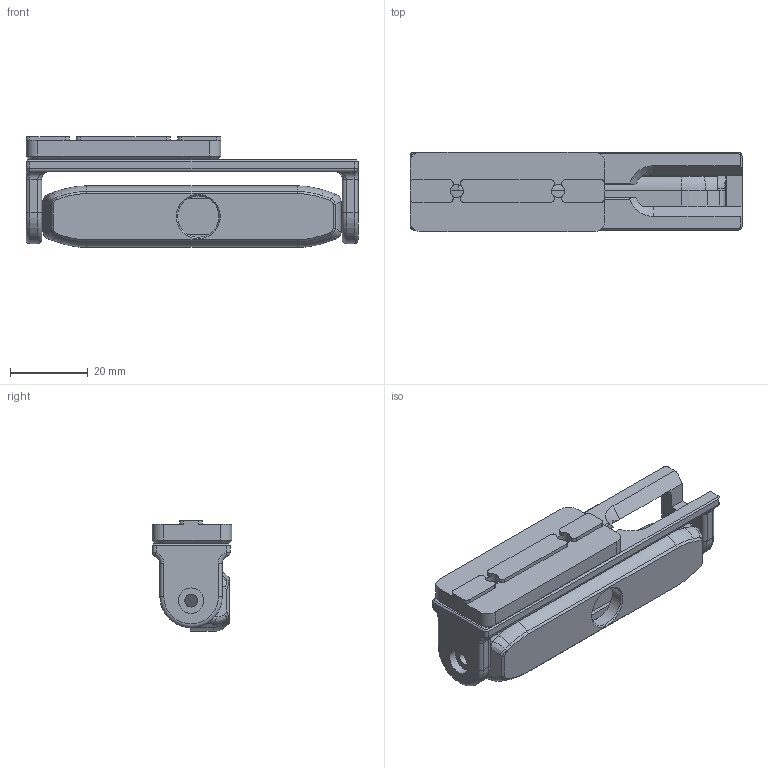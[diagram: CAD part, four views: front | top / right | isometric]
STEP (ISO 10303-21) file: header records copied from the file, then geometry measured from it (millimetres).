
FILE_DESCRIPTION(/* description */ (''),/* implementation_level */ '2;1');
FILE_NAME(/* name */ 'OV5648 Mount.step',/* time_stamp */ '2022-12-21T10:34:03-08:00',/* author */ (''),/* organization */ (''),/* preprocessor_version */ 'ST-DEVELOPER v19.2',/* originating_system */ 'Autodesk Translation Framework v11.17.0.187',/* authorisation */ '');
FILE_SCHEMA (('AUTOMOTIVE_DESIGN { 1 0 10303 214 3 1 1 }'));
Length unit declared in the file: millimetre
Products named in the file (2): OV5648 Mount; OV5648 Mount_1
Assembly tree (1 placements, depth 2):
  OV5648 Mount
    OV5648 Mount_1
Bounding box: 85.2 x 20.47 x 28.45 mm (x, y, z)
Volume: 22096.2 mm3; surface area: 16558.7 mm2
Topology: 4 solids, 4 shells, 278 faces, 737 edges, 463 vertices
Faces by surface type: plane 130, cylinder 94, cone 20, torus 16, bspline 12, sphere 6
Full cylindrical faces by diameter (mm): 3.3 x5, 3.4 x2, 4.7 x2, 6.5 x2, 10.6 x1
Entity records: 10407 total; most frequent: CARTESIAN_POINT 3297, DIRECTION 1486, ORIENTED_EDGE 1474, EDGE_CURVE 737, AXIS2_PLACEMENT_3D 518, VERTEX_POINT 463, LINE 450, VECTOR 450
